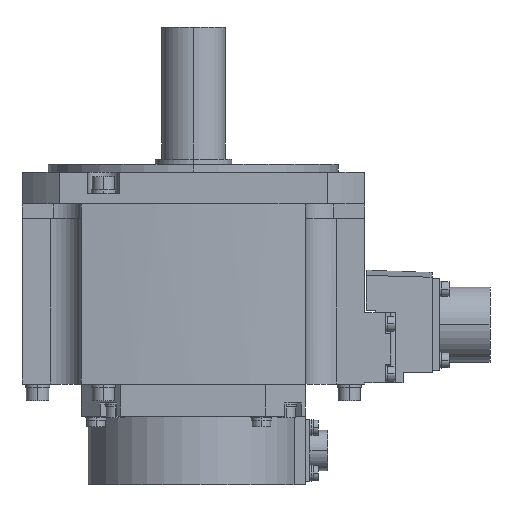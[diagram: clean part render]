
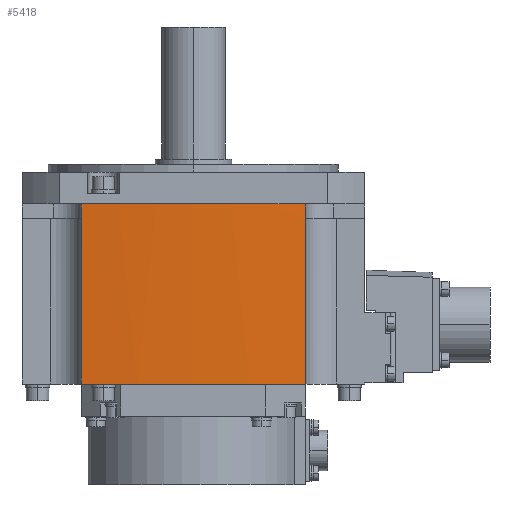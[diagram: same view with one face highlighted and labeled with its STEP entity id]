
A CAD part, left-side view. The second image highlights one B-rep face of the part: STEP entity #5418.
In plain terms, the highlighted cylindrical face has radius 500 mm (diameter 1000 mm), a partial arc.
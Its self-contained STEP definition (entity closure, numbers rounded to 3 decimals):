
#153=DIRECTION('',(0.,0.,1.));
#154=VECTOR('',#153,62.8);
#155=CARTESIAN_POINT('',(-63.19,42.5,-80.3));
#156=LINE('',#155,#154);
#157=DIRECTION('',(0.,0.,-1.));
#158=VECTOR('',#157,5.5);
#159=CARTESIAN_POINT('',(-63.19,-42.501,-12.));
#160=LINE('',#159,#158);
#173=DIRECTION('',(0.,0.,1.));
#174=VECTOR('',#173,62.8);
#175=CARTESIAN_POINT('',(-63.19,-42.5,-80.3));
#176=LINE('',#175,#174);
#1168=CARTESIAN_POINT('',(435.,0.,-80.3));
#1169=DIRECTION('',(0.,0.,1.));
#1170=DIRECTION('',(-0.996,0.085,0.));
#1171=AXIS2_PLACEMENT_3D('',#1168,#1169,#1170);
#3231=CARTESIAN_POINT('',(435.,0.,-12.));
#3232=DIRECTION('',(0.,0.,-1.));
#3233=DIRECTION('',(-1.,0.,0.));
#3234=AXIS2_PLACEMENT_3D('',#3231,#3232,#3233);
#3272=DIRECTION('',(0.,0.,-1.));
#3273=VECTOR('',#3272,5.5);
#3274=CARTESIAN_POINT('',(-63.19,42.501,-12.));
#3275=LINE('',#3274,#3273);
#3406=CARTESIAN_POINT('',(435.,0.,-12.));
#3407=DIRECTION('',(0.,0.,-1.));
#3408=DIRECTION('',(-0.996,-0.085,0.));
#3409=AXIS2_PLACEMENT_3D('',#3406,#3407,#3408);
#4048=CARTESIAN_POINT('',(-63.19,-42.501,-12.));
#4050=VERTEX_POINT('',#4048);
#4051=CARTESIAN_POINT('',(-65.,0.,-12.));
#4052=VERTEX_POINT('',#4051);
#4059=CARTESIAN_POINT('',(-63.19,42.501,-12.));
#4060=VERTEX_POINT('',#4059);
#4237=CARTESIAN_POINT('',(-63.19,42.5,-80.3));
#4238=VERTEX_POINT('',#4237);
#4239=CARTESIAN_POINT('',(-63.19,-42.5,-80.3));
#4240=VERTEX_POINT('',#4239);
#5045=CARTESIAN_POINT('',(-63.19,-42.5,-17.5));
#5046=VERTEX_POINT('',#5045);
#5047=CARTESIAN_POINT('',(-63.19,42.5,-17.5));
#5049=VERTEX_POINT('',#5047);
#5398=CARTESIAN_POINT('',(435.,0.,-14.75));
#5399=DIRECTION('',(0.,0.,-1.));
#5400=DIRECTION('',(-0.996,-0.085,0.));
#5401=AXIS2_PLACEMENT_3D('',#5398,#5399,#5400);
#5402=CYLINDRICAL_SURFACE('',#5401,500.);
#5404=ORIENTED_EDGE('',*,*,#5403,.F.);
#5406=ORIENTED_EDGE('',*,*,#5405,.F.);
#5407=ORIENTED_EDGE('',*,*,#5388,.T.);
#5409=ORIENTED_EDGE('',*,*,#5408,.F.);
#5411=ORIENTED_EDGE('',*,*,#5410,.F.);
#5413=ORIENTED_EDGE('',*,*,#5412,.F.);
#5415=ORIENTED_EDGE('',*,*,#5414,.T.);
#5416=EDGE_LOOP('',(#5404,#5406,#5407,#5409,#5411,#5413,#5415));
#5417=FACE_OUTER_BOUND('',#5416,.F.);
#5418=ADVANCED_FACE('',(#5417),#5402,.T.);
#1172=CIRCLE('',#1171,500.);
#3235=CIRCLE('',#3234,500.);
#3410=CIRCLE('',#3409,500.);
#5388=EDGE_CURVE('',#4238,#5049,#156,.T.);
#5403=EDGE_CURVE('',#4240,#5046,#176,.T.);
#5405=EDGE_CURVE('',#4238,#4240,#1172,.T.);
#5408=EDGE_CURVE('',#4060,#5049,#3275,.T.);
#5410=EDGE_CURVE('',#4052,#4060,#3235,.T.);
#5412=EDGE_CURVE('',#4050,#4052,#3410,.T.);
#5414=EDGE_CURVE('',#4050,#5046,#160,.T.);
